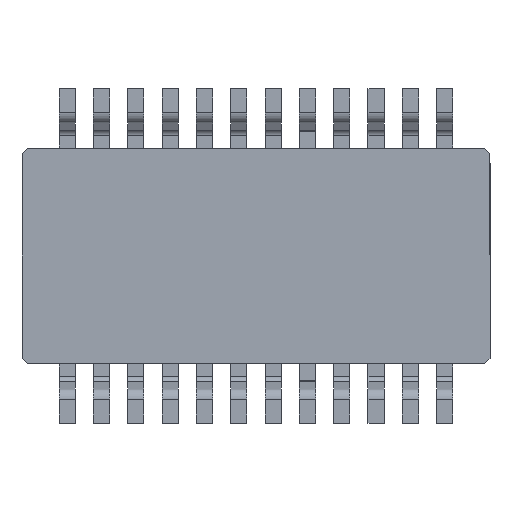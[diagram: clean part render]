
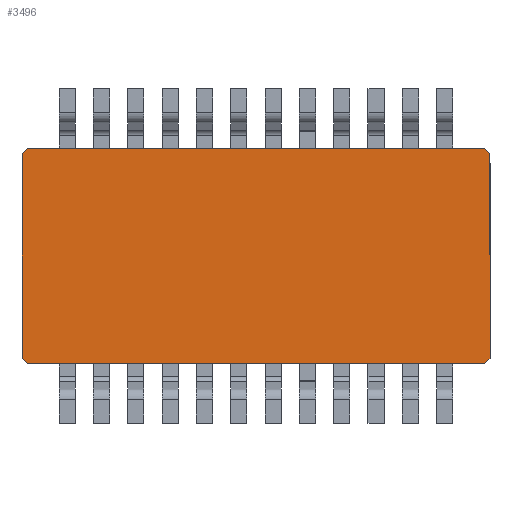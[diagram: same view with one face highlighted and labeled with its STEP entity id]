
A CAD part, front view. The second image highlights one B-rep face of the part: STEP entity #3496.
In plain terms, the highlighted planar face has unit normal (0, -1, 0).
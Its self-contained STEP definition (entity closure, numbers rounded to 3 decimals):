
#307 = VERTEX_POINT ( 'NONE', #15130 ) ;
#786 = VECTOR ( 'NONE', #2320, 1000. ) ;
#1040 = CARTESIAN_POINT ( 'NONE',  ( -4.965, 0.2, -1.895 ) ) ;
#1096 = DIRECTION ( 'NONE',  ( 1., 0., 0. ) ) ;
#1162 = CARTESIAN_POINT ( 'NONE',  ( -4.965, 0.2, -1.895 ) ) ;
#1273 = CARTESIAN_POINT ( 'NONE',  ( -5.64, 0.2, -1.995 ) ) ;
#2106 = VECTOR ( 'NONE', #16987, 1000. ) ;
#2112 = CARTESIAN_POINT ( 'NONE',  ( -4.965, 0.2, 1.895 ) ) ;
#2320 = DIRECTION ( 'NONE',  ( -0.707, 0., 0.707 ) ) ;
#2383 = LINE ( 'NONE', #17100, #4626 ) ;
#2673 = CARTESIAN_POINT ( 'NONE',  ( -4.965, 0.2, -1.995 ) ) ;
#3092 = VECTOR ( 'NONE', #4064, 1000. ) ;
#3461 = DIRECTION ( 'NONE',  ( -0.707, 0., -0.707 ) ) ;
#3496 = ADVANCED_FACE ( 'NONE', ( #16090 ), #16168, .T. ) ;
#3716 = EDGE_CURVE ( 'NONE', #307, #12280, #2383, .T. ) ;
#4064 = DIRECTION ( 'NONE',  ( 0., 0., -1. ) ) ;
#4067 = DIRECTION ( 'NONE',  ( 0., 0., -1. ) ) ;
#4626 = VECTOR ( 'NONE', #10338, 1000. ) ;
#4730 = DIRECTION ( 'NONE',  ( -1., 0., 0. ) ) ;
#4768 = EDGE_CURVE ( 'NONE', #13777, #5195, #15889, .T. ) ;
#4892 = AXIS2_PLACEMENT_3D ( 'NONE', #9574, #10625, #4067 ) ;
#5006 = ORIENTED_EDGE ( 'NONE', *, *, #12994, .T. ) ;
#5069 = EDGE_CURVE ( 'NONE', #11486, #307, #11517, .T. ) ;
#5195 = VERTEX_POINT ( 'NONE', #10668 ) ;
#5637 = VECTOR ( 'NONE', #1096, 1000. ) ;
#6053 = LINE ( 'NONE', #1040, #786 ) ;
#6349 = EDGE_CURVE ( 'NONE', #12280, #9797, #14078, .T. ) ;
#6437 = CARTESIAN_POINT ( 'NONE',  ( 3.695, 0.2, -1.995 ) ) ;
#6474 = ORIENTED_EDGE ( 'NONE', *, *, #10315, .F. ) ;
#7194 = VERTEX_POINT ( 'NONE', #1162 ) ;
#7344 = CARTESIAN_POINT ( 'NONE',  ( -5.64, 0.2, 1.995 ) ) ;
#8538 = CARTESIAN_POINT ( 'NONE',  ( -4.865, 0.2, 1.995 ) ) ;
#8736 = ORIENTED_EDGE ( 'NONE', *, *, #4768, .T. ) ;
#9019 = VECTOR ( 'NONE', #4730, 1000. ) ;
#9139 = LINE ( 'NONE', #2673, #3092 ) ;
#9283 = EDGE_CURVE ( 'NONE', #13777, #7194, #6053, .T. ) ;
#9476 = CARTESIAN_POINT ( 'NONE',  ( 3.595, 0.2, 1.995 ) ) ;
#9574 = CARTESIAN_POINT ( 'NONE',  ( -5.64, 0.2, -1.995 ) ) ;
#9618 = VERTEX_POINT ( 'NONE', #2112 ) ;
#9797 = VERTEX_POINT ( 'NONE', #11598 ) ;
#10127 = CARTESIAN_POINT ( 'NONE',  ( 3.695, 0.2, -1.895 ) ) ;
#10284 = LINE ( 'NONE', #15552, #14893 ) ;
#10295 = ORIENTED_EDGE ( 'NONE', *, *, #3716, .T. ) ;
#10315 = EDGE_CURVE ( 'NONE', #11486, #5195, #10284, .T. ) ;
#10338 = DIRECTION ( 'NONE',  ( -0.707, 0., 0.707 ) ) ;
#10625 = DIRECTION ( 'NONE',  ( 0., -1., 0. ) ) ;
#10668 = CARTESIAN_POINT ( 'NONE',  ( 3.595, 0.2, -1.995 ) ) ;
#11224 = ORIENTED_EDGE ( 'NONE', *, *, #6349, .T. ) ;
#11312 = ORIENTED_EDGE ( 'NONE', *, *, #9283, .F. ) ;
#11389 = CARTESIAN_POINT ( 'NONE',  ( -4.865, 0.2, -1.995 ) ) ;
#11486 = VERTEX_POINT ( 'NONE', #10127 ) ;
#11517 = LINE ( 'NONE', #6437, #2106 ) ;
#11598 = CARTESIAN_POINT ( 'NONE',  ( -4.865, 0.2, 1.995 ) ) ;
#12280 = VERTEX_POINT ( 'NONE', #9476 ) ;
#12994 = EDGE_CURVE ( 'NONE', #9797, #9618, #16492, .T. ) ;
#13777 = VERTEX_POINT ( 'NONE', #11389 ) ;
#13818 = DIRECTION ( 'NONE',  ( -0.707, 0., -0.707 ) ) ;
#13872 = EDGE_CURVE ( 'NONE', #9618, #7194, #9139, .T. ) ;
#14078 = LINE ( 'NONE', #7344, #9019 ) ;
#14603 = EDGE_LOOP ( 'NONE', ( #8736, #6474, #15122, #10295, #11224, #5006, #16362, #11312 ) ) ;
#14893 = VECTOR ( 'NONE', #3461, 1000. ) ;
#15122 = ORIENTED_EDGE ( 'NONE', *, *, #5069, .T. ) ;
#15130 = CARTESIAN_POINT ( 'NONE',  ( 3.695, 0.2, 1.895 ) ) ;
#15552 = CARTESIAN_POINT ( 'NONE',  ( 3.595, 0.2, -1.995 ) ) ;
#15889 = LINE ( 'NONE', #1273, #5637 ) ;
#16084 = VECTOR ( 'NONE', #13818, 1000. ) ;
#16090 = FACE_OUTER_BOUND ( 'NONE', #14603, .T. ) ;
#16168 = PLANE ( 'NONE',  #4892 ) ;
#16362 = ORIENTED_EDGE ( 'NONE', *, *, #13872, .T. ) ;
#16492 = LINE ( 'NONE', #8538, #16084 ) ;
#16987 = DIRECTION ( 'NONE',  ( 0., 0., 1. ) ) ;
#17100 = CARTESIAN_POINT ( 'NONE',  ( 3.695, 0.2, 1.895 ) ) ;
